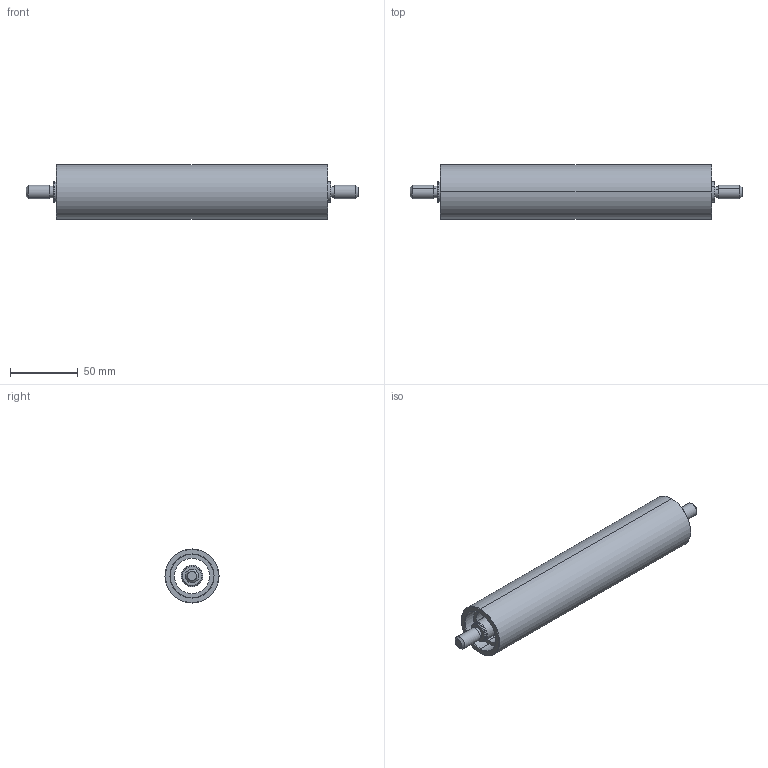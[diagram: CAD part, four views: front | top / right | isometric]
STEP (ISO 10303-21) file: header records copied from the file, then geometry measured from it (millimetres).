
FILE_DESCRIPTION (( 'STEP AP203' ), '1' );
FILE_NAME ('211014 STEP 3-400169-00_8918.STEP', '2021-10-14T13:21:05', ( '' ), ( '' ), 'SwSTEP 2.0', 'SolidWorks 2021', '' );
FILE_SCHEMA (( 'CONFIG_CONTROL_DESIGN' ));
Length unit declared in the file: millimetre
Products named in the file (1): 211014 STEP 3-400169-00_8918
Bounding box: 245 x 40 x 40 mm (x, y, z)
Volume: 177493.6 mm3; surface area: 55446.1 mm2
Topology: 2 solids, 2 shells, 62 faces, 122 edges, 76 vertices
Faces by surface type: cylinder 30, cone 16, plane 16
Entity records: 1693 total; most frequent: DIRECTION 324, CARTESIAN_POINT 261, ORIENTED_EDGE 244, AXIS2_PLACEMENT_3D 139, EDGE_CURVE 122, VERTEX_POINT 76, EDGE_LOOP 76, CIRCLE 76
